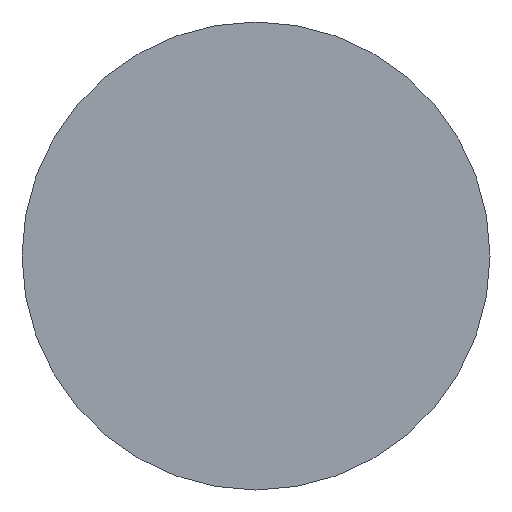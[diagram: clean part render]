
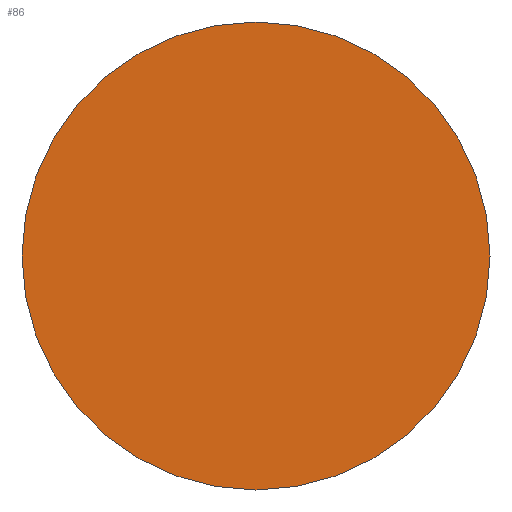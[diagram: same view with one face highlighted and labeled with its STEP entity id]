
A CAD part, front view. The second image highlights one B-rep face of the part: STEP entity #86.
In plain terms, the highlighted planar face has unit normal (0, -1, 0).
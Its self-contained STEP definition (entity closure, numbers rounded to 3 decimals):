
#26=FACE_OUTER_BOUND('',#32,.T.);
#32=EDGE_LOOP('',(#77,#78));
#39=CIRCLE('',#117,40.);
#40=CIRCLE('',#118,40.);
#47=VERTEX_POINT('',#168);
#48=VERTEX_POINT('',#169);
#56=EDGE_CURVE('',#47,#48,#39,.T.);
#57=EDGE_CURVE('',#48,#47,#40,.T.);
#77=ORIENTED_EDGE('',*,*,#56,.T.);
#78=ORIENTED_EDGE('',*,*,#57,.T.);
#81=PLANE('',#119);
#86=ADVANCED_FACE('',(#26),#81,.T.);
#117=AXIS2_PLACEMENT_3D('',#170,#143,#144);
#118=AXIS2_PLACEMENT_3D('',#171,#145,#146);
#119=AXIS2_PLACEMENT_3D('',#173,#148,#149);
#143=DIRECTION('center_axis',(0.,-1.,0.));
#144=DIRECTION('ref_axis',(1.,0.,0.));
#145=DIRECTION('center_axis',(0.,-1.,0.));
#146=DIRECTION('ref_axis',(1.,0.,0.));
#148=DIRECTION('center_axis',(0.,-1.,0.));
#149=DIRECTION('ref_axis',(0.,0.,-1.));
#168=CARTESIAN_POINT('',(40.,-10.,0.));
#169=CARTESIAN_POINT('',(-40.,-10.,0.));
#170=CARTESIAN_POINT('Origin',(0.,-10.,0.));
#171=CARTESIAN_POINT('Origin',(0.,-10.,0.));
#173=CARTESIAN_POINT('Origin',(0.,-10.,0.));
